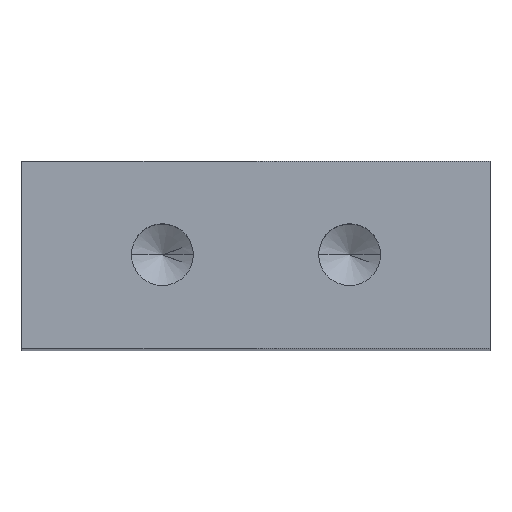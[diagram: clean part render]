
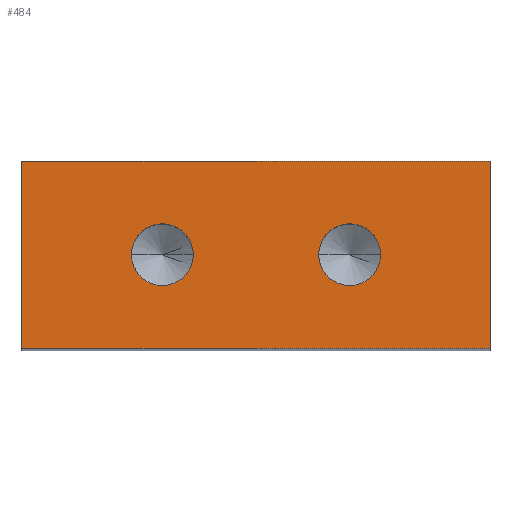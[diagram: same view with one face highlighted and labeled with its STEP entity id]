
A CAD part, top view. The second image highlights one B-rep face of the part: STEP entity #484.
In plain terms, the highlighted planar face has unit normal (0, 0, 1).
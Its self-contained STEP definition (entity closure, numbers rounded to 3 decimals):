
#6 = VERTEX_POINT ( 'NONE', #155 ) ;
#15 = DIRECTION ( 'NONE',  ( -1., 0., 0. ) ) ;
#17 = VECTOR ( 'NONE', #51, 1000. ) ;
#26 = ORIENTED_EDGE ( 'NONE', *, *, #205, .T. ) ;
#30 = VERTEX_POINT ( 'NONE', #268 ) ;
#34 = ORIENTED_EDGE ( 'NONE', *, *, #141, .F. ) ;
#37 = CARTESIAN_POINT ( 'NONE',  ( 17.5, 5., 42.5 ) ) ;
#43 = AXIS2_PLACEMENT_3D ( 'NONE', #526, #88, #336 ) ;
#51 = DIRECTION ( 'NONE',  ( 0., -1., 0. ) ) ;
#57 = DIRECTION ( 'NONE',  ( -1., 0., 0. ) ) ;
#58 = DIRECTION ( 'NONE',  ( 1., 0., 0. ) ) ;
#69 = EDGE_LOOP ( 'NONE', ( #26, #381, #199, #185 ) ) ;
#83 = EDGE_LOOP ( 'NONE', ( #34, #114 ) ) ;
#88 = DIRECTION ( 'NONE',  ( 0., 0., 1. ) ) ;
#89 = DIRECTION ( 'NONE',  ( 0., 0., 1. ) ) ;
#100 = LINE ( 'NONE', #550, #410 ) ;
#104 = AXIS2_PLACEMENT_3D ( 'NONE', #391, #89, #532 ) ;
#109 = CARTESIAN_POINT ( 'NONE',  ( 25., 10., 42.5 ) ) ;
#111 = PLANE ( 'NONE',  #128 ) ;
#114 = ORIENTED_EDGE ( 'NONE', *, *, #239, .F. ) ;
#115 = LINE ( 'NONE', #583, #119 ) ;
#119 = VECTOR ( 'NONE', #57, 1000. ) ;
#126 = DIRECTION ( 'NONE',  ( 0., 0., 1. ) ) ;
#128 = AXIS2_PLACEMENT_3D ( 'NONE', #313, #212, #15 ) ;
#139 = CIRCLE ( 'NONE', #104, 1.65 ) ;
#141 = EDGE_CURVE ( 'NONE', #423, #528, #479, .T. ) ;
#142 = CARTESIAN_POINT ( 'NONE',  ( 0., 10., 42.5 ) ) ;
#145 = CARTESIAN_POINT ( 'NONE',  ( 7.5, 5., 42.5 ) ) ;
#149 = ORIENTED_EDGE ( 'NONE', *, *, #397, .F. ) ;
#155 = CARTESIAN_POINT ( 'NONE',  ( 5.85, 5., 42.5 ) ) ;
#160 = CARTESIAN_POINT ( 'NONE',  ( 15.85, 5., 42.5 ) ) ;
#182 = VERTEX_POINT ( 'NONE', #392 ) ;
#185 = ORIENTED_EDGE ( 'NONE', *, *, #337, .T. ) ;
#199 = ORIENTED_EDGE ( 'NONE', *, *, #476, .T. ) ;
#202 = CARTESIAN_POINT ( 'NONE',  ( 19.15, 5., 42.5 ) ) ;
#205 = EDGE_CURVE ( 'NONE', #224, #575, #448, .T. ) ;
#212 = DIRECTION ( 'NONE',  ( 0., 0., -1. ) ) ;
#223 = VECTOR ( 'NONE', #315, 1000. ) ;
#224 = VERTEX_POINT ( 'NONE', #142 ) ;
#239 = EDGE_CURVE ( 'NONE', #528, #423, #401, .T. ) ;
#250 = EDGE_CURVE ( 'NONE', #30, #6, #139, .T. ) ;
#252 = DIRECTION ( 'NONE',  ( 0., 0., 1. ) ) ;
#261 = ORIENTED_EDGE ( 'NONE', *, *, #250, .F. ) ;
#268 = CARTESIAN_POINT ( 'NONE',  ( 9.15, 5., 42.5 ) ) ;
#286 = AXIS2_PLACEMENT_3D ( 'NONE', #37, #126, #574 ) ;
#288 = CIRCLE ( 'NONE', #399, 1.65 ) ;
#294 = FACE_BOUND ( 'NONE', #83, .T. ) ;
#313 = CARTESIAN_POINT ( 'NONE',  ( 0., 0., 42.5 ) ) ;
#315 = DIRECTION ( 'NONE',  ( 0., 1., 0. ) ) ;
#316 = FACE_BOUND ( 'NONE', #584, .T. ) ;
#336 = DIRECTION ( 'NONE',  ( 1., 0., 0. ) ) ;
#337 = EDGE_CURVE ( 'NONE', #460, #224, #115, .T. ) ;
#343 = EDGE_CURVE ( 'NONE', #575, #182, #100, .T. ) ;
#351 = CARTESIAN_POINT ( 'NONE',  ( 0., 0., 42.5 ) ) ;
#381 = ORIENTED_EDGE ( 'NONE', *, *, #343, .T. ) ;
#391 = CARTESIAN_POINT ( 'NONE',  ( 7.5, 5., 42.5 ) ) ;
#392 = CARTESIAN_POINT ( 'NONE',  ( 25., 0., 42.5 ) ) ;
#397 = EDGE_CURVE ( 'NONE', #6, #30, #288, .T. ) ;
#399 = AXIS2_PLACEMENT_3D ( 'NONE', #145, #252, #58 ) ;
#401 = CIRCLE ( 'NONE', #286, 1.65 ) ;
#410 = VECTOR ( 'NONE', #589, 1000. ) ;
#411 = CARTESIAN_POINT ( 'NONE',  ( 25., 0., 42.5 ) ) ;
#423 = VERTEX_POINT ( 'NONE', #202 ) ;
#448 = LINE ( 'NONE', #351, #17 ) ;
#460 = VERTEX_POINT ( 'NONE', #109 ) ;
#476 = EDGE_CURVE ( 'NONE', #182, #460, #536, .T. ) ;
#479 = CIRCLE ( 'NONE', #43, 1.65 ) ;
#484 = ADVANCED_FACE ( 'NONE', ( #294, #316, #610 ), #111, .F. ) ;
#518 = CARTESIAN_POINT ( 'NONE',  ( 0., 0., 42.5 ) ) ;
#526 = CARTESIAN_POINT ( 'NONE',  ( 17.5, 5., 42.5 ) ) ;
#528 = VERTEX_POINT ( 'NONE', #160 ) ;
#532 = DIRECTION ( 'NONE',  ( 1., 0., 0. ) ) ;
#536 = LINE ( 'NONE', #411, #223 ) ;
#550 = CARTESIAN_POINT ( 'NONE',  ( 0., 0., 42.5 ) ) ;
#574 = DIRECTION ( 'NONE',  ( 1., 0., 0. ) ) ;
#575 = VERTEX_POINT ( 'NONE', #518 ) ;
#583 = CARTESIAN_POINT ( 'NONE',  ( 0., 10., 42.5 ) ) ;
#584 = EDGE_LOOP ( 'NONE', ( #261, #149 ) ) ;
#589 = DIRECTION ( 'NONE',  ( 1., 0., 0. ) ) ;
#610 = FACE_OUTER_BOUND ( 'NONE', #69, .T. ) ;
